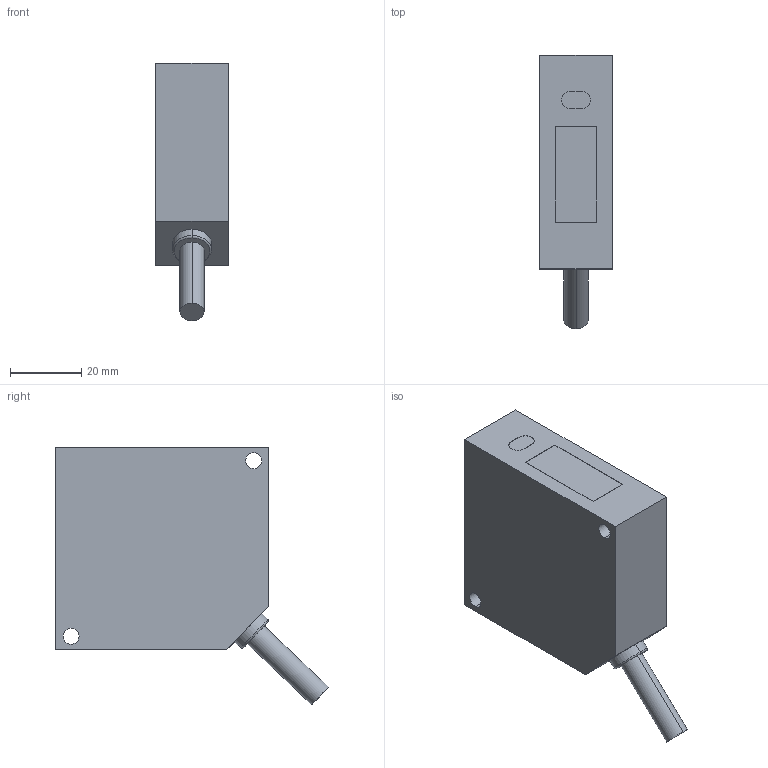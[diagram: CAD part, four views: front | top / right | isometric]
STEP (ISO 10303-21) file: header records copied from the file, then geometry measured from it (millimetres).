
FILE_DESCRIPTION (( 'STEP AP203' ), '1' );
FILE_NAME ('hl-g103-a-c5.STEP', '2010-10-01T08:26:48', ( ' ' ), ( ' ' ), 'SwSTEP 2.0', 'SolidWorks 2007', '' );
FILE_SCHEMA (( 'CONFIG_CONTROL_DESIGN' ));
Length unit declared in the file: millimetre
Products named in the file (1): hl-g103-a-c5
Bounding box: 20.4 x 76.87 x 72.5 mm (x, y, z)
Volume: 68768.4 mm3; surface area: 12495 mm2
Topology: 1 solids, 1 shells, 68 faces, 160 edges, 106 vertices
Faces by surface type: plane 51, cylinder 15, torus 2
Entity records: 2027 total; most frequent: CARTESIAN_POINT 335, DIRECTION 332, ORIENTED_EDGE 320, EDGE_CURVE 160, VECTOR 126, LINE 126, VERTEX_POINT 106, AXIS2_PLACEMENT_3D 103
